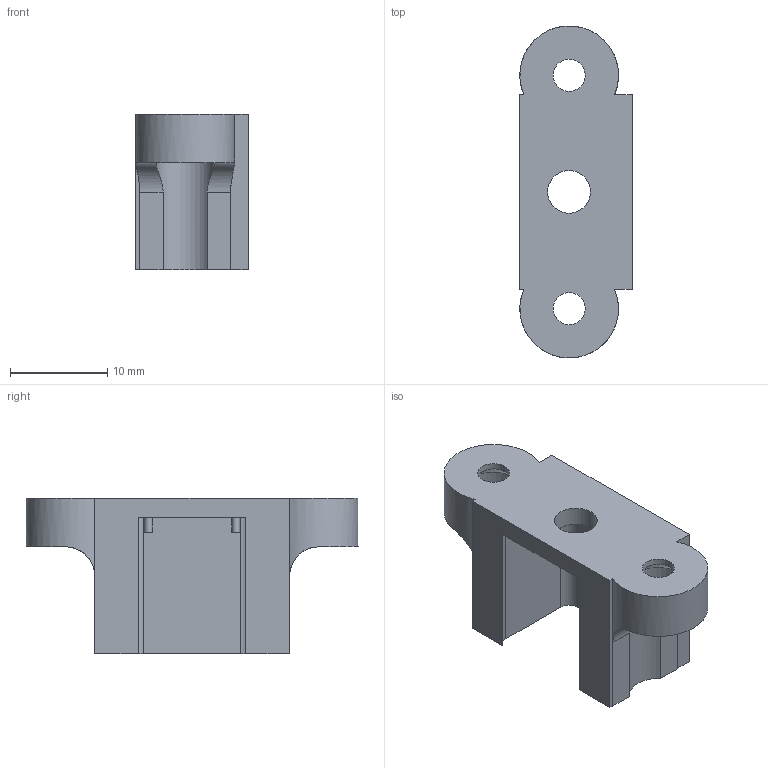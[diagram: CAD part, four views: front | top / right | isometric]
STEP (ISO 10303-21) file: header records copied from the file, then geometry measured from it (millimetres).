
FILE_DESCRIPTION(/* description */ (''),/* implementation_level */ '2;1');
FILE_NAME(/* name */ 'Motor housing.step',/* time_stamp */ '2025-12-04T22:56:33Z',/* author */ (''),/* organization */ (''),/* preprocessor_version */ 'ST-DEVELOPER v20.1',/* originating_system */ 'Autodesk Translation Framework v14.21.0.0',/* authorisation */ '');
FILE_SCHEMA (('AUTOMOTIVE_DESIGN { 1 0 10303 214 3 1 1 }'));
Length unit declared in the file: millimetre
Products named in the file (1): Motor housing
Bounding box: 11.57 x 34.15 x 16 mm (x, y, z)
Volume: 2230.6 mm3; surface area: 2252.1 mm2
Topology: 1 solids, 1 shells, 39 faces, 107 edges, 70 vertices
Faces by surface type: plane 20, cylinder 17, cone 2
Full cylindrical faces by diameter (mm): 0.8 x2, 3.3 x2, 4.4 x1, 6 x2
Entity records: 1360 total; most frequent: CARTESIAN_POINT 311, ORIENTED_EDGE 214, DIRECTION 209, EDGE_CURVE 107, AXIS2_PLACEMENT_3D 72, VERTEX_POINT 70, LINE 65, VECTOR 65
